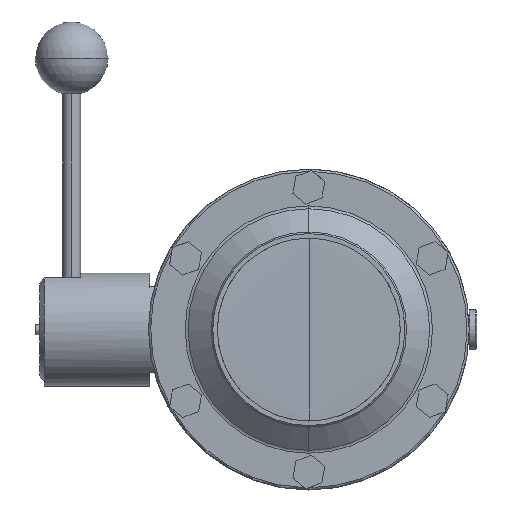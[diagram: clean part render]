
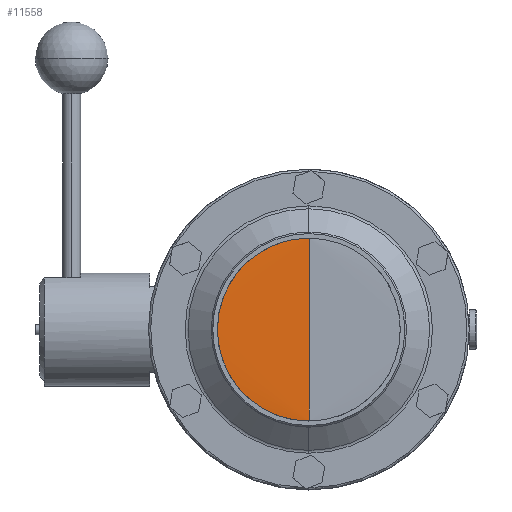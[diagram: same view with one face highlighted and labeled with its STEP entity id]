
A CAD part, left-side view. The second image highlights one B-rep face of the part: STEP entity #11558.
In plain terms, the highlighted cylindrical face has radius 632.803 mm (diameter 1265.61 mm), a partial arc.
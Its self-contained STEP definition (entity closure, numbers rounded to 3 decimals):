
#208 = CARTESIAN_POINT ( 'NONE',  ( -1., -0.107, 40.488 ) ) ;
#244 = CARTESIAN_POINT ( 'NONE',  ( -2.08, 36.846, -16.736 ) ) ;
#250 = EDGE_CURVE ( 'NONE', #8649, #5007, #1658, .T. ) ;
#272 = CARTESIAN_POINT ( 'NONE',  ( -1.121, 12.294, 38.579 ) ) ;
#376 = ORIENTED_EDGE ( 'NONE', *, *, #8837, .F. ) ;
#443 = CARTESIAN_POINT ( 'NONE',  ( -1.735, 30.405, -26.73 ) ) ;
#466 = CARTESIAN_POINT ( 'NONE',  ( -1.134, 12.93, 38.369 ) ) ;
#1016 = CARTESIAN_POINT ( 'NONE',  ( -2.14, 37.858, 14.288 ) ) ;
#1247 = CARTESIAN_POINT ( 'NONE',  ( -1.022, 5.199, -40.157 ) ) ;
#1309 = CARTESIAN_POINT ( 'NONE',  ( -2.3, 40.435, -1.322 ) ) ;
#1447 = CARTESIAN_POINT ( 'NONE',  ( -2.17, 38.37, -13.052 ) ) ;
#1658 = B_SPLINE_CURVE_WITH_KNOTS ( 'NONE', 3,
 ( #6443, #8380, #11489, #7570, #1247, #2502, #12429, #6379, #3504, #2363, #10480, #4456, #2431, #6504, #10415, #6317, #9339, #11617, #443, #12561, #9407, #2237, #10615, #8511, #244, #1447, #4259, #5513, #4326, #12491, #6572, #4523, #1309, #5383 ),
 .UNSPECIFIED., .F., .F.,
 ( 4, 2, 2, 2, 2, 2, 2, 2, 2, 2, 2, 2, 2, 2, 2, 2, 4 ),
 ( 0.063, 0.067, 0.069, 0.071, 0.079, 0.081, 0.083, 0.087, 0.095, 0.099, 0.103, 0.107, 0.111, 0.119, 0.121, 0.123, 0.127 ),
 .UNSPECIFIED. ) ;
#1839 = B_SPLINE_CURVE_WITH_KNOTS ( 'NONE', 3,
 ( #11317, #2200, #9367, #8071, #2006, #3067, #4089, #4220, #1016, #8279, #3206, #5086, #8137, #11382, #7144, #8002, #12117, #11253, #12191, #2936, #2070, #6145, #7340, #3397, #5471, #9631, #10445, #466, #272, #8401, #4351, #5410, #10506, #208 ),
 .UNSPECIFIED., .F., .F.,
 ( 4, 2, 2, 2, 2, 2, 2, 2, 2, 2, 2, 2, 2, 2, 2, 2, 4 ),
 ( 0.127, 0.134, 0.136, 0.138, 0.142, 0.146, 0.148, 0.15, 0.158, 0.162, 0.164, 0.166, 0.174, 0.176, 0.178, 0.182, 0.19 ),
 .UNSPECIFIED. ) ;
#2006 = CARTESIAN_POINT ( 'NONE',  ( -2.233, 39.384, 9.2 ) ) ;
#2070 = CARTESIAN_POINT ( 'NONE',  ( -1.482, 24.582, 32.16 ) ) ;
#2078 = CARTESIAN_POINT ( 'NONE',  ( -1., -0.107, 40.488 ) ) ;
#2200 = CARTESIAN_POINT ( 'NONE',  ( -2.3, 40.435, 2.646 ) ) ;
#2237 = CARTESIAN_POINT ( 'NONE',  ( -1.938, 34.337, -21.43 ) ) ;
#2363 = CARTESIAN_POINT ( 'NONE',  ( -1.205, 16.018, -37.184 ) ) ;
#2431 = CARTESIAN_POINT ( 'NONE',  ( -1.271, 18.434, -36.045 ) ) ;
#2502 = CARTESIAN_POINT ( 'NONE',  ( -1.034, 6.518, -39.964 ) ) ;
#2647 = AXIS2_PLACEMENT_3D ( 'NONE', #12649, #9630, #10645 ) ;
#2936 = CARTESIAN_POINT ( 'NONE',  ( -1.502, 25.111, 31.747 ) ) ;
#3056 = CARTESIAN_POINT ( 'NONE',  ( -2.3, 40.435, 0. ) ) ;
#3067 = CARTESIAN_POINT ( 'NONE',  ( -2.213, 39.059, 10.496 ) ) ;
#3206 = CARTESIAN_POINT ( 'NONE',  ( -2.047, 36.285, 17.924 ) ) ;
#3397 = CARTESIAN_POINT ( 'NONE',  ( -1.322, 20.209, 35.173 ) ) ;
#3504 = CARTESIAN_POINT ( 'NONE',  ( -1.13, 12.951, -38.449 ) ) ;
#3736 = VECTOR ( 'NONE', #10123, 1000. ) ;
#4089 = CARTESIAN_POINT ( 'NONE',  ( -2.202, 38.882, 11.138 ) ) ;
#4220 = CARTESIAN_POINT ( 'NONE',  ( -2.167, 38.304, 13.043 ) ) ;
#4259 = CARTESIAN_POINT ( 'NONE',  ( -2.218, 39.135, -10.526 ) ) ;
#4326 = CARTESIAN_POINT ( 'NONE',  ( -2.266, 39.896, -6.625 ) ) ;
#4351 = CARTESIAN_POINT ( 'NONE',  ( -1.066, 9.094, 39.474 ) ) ;
#4456 = CARTESIAN_POINT ( 'NONE',  ( -1.254, 17.836, -36.346 ) ) ;
#4503 = CARTESIAN_POINT ( 'NONE',  ( -1., -0.107, -40.488 ) ) ;
#4523 = CARTESIAN_POINT ( 'NONE',  ( -2.296, 40.37, -2.649 ) ) ;
#4913 = ORIENTED_EDGE ( 'NONE', *, *, #250, .F. ) ;
#5007 = VERTEX_POINT ( 'NONE', #3056 ) ;
#5086 = CARTESIAN_POINT ( 'NONE',  ( -1.994, 35.348, 19.678 ) ) ;
#5383 = CARTESIAN_POINT ( 'NONE',  ( -2.3, 40.435, 0. ) ) ;
#5410 = CARTESIAN_POINT ( 'NONE',  ( -1.017, 5.204, 40.238 ) ) ;
#5471 = CARTESIAN_POINT ( 'NONE',  ( -1.251, 17.879, 36.415 ) ) ;
#5513 = CARTESIAN_POINT ( 'NONE',  ( -2.258, 39.782, -7.279 ) ) ;
#6033 = CARTESIAN_POINT ( 'NONE',  ( -1., -0.107, -50. ) ) ;
#6145 = CARTESIAN_POINT ( 'NONE',  ( -1.441, 23.51, 32.953 ) ) ;
#6317 = CARTESIAN_POINT ( 'NONE',  ( -1.48, 24.626, -32.227 ) ) ;
#6379 = CARTESIAN_POINT ( 'NONE',  ( -1.082, 10.423, -39.211 ) ) ;
#6443 = CARTESIAN_POINT ( 'NONE',  ( -1., -0.107, -40.488 ) ) ;
#6504 = CARTESIAN_POINT ( 'NONE',  ( -1.325, 20.196, -35.105 ) ) ;
#6572 = CARTESIAN_POINT ( 'NONE',  ( -2.283, 40.174, -4.645 ) ) ;
#7144 = CARTESIAN_POINT ( 'NONE',  ( -1.918, 33.977, 21.968 ) ) ;
#7340 = CARTESIAN_POINT ( 'NONE',  ( -1.421, 22.967, 33.335 ) ) ;
#7570 = CARTESIAN_POINT ( 'NONE',  ( -1.017, 4.533, -40.238 ) ) ;
#8002 = CARTESIAN_POINT ( 'NONE',  ( -1.82, 32.124, 24.741 ) ) ;
#8071 = CARTESIAN_POINT ( 'NONE',  ( -2.243, 39.53, 8.545 ) ) ;
#8137 = CARTESIAN_POINT ( 'NONE',  ( -1.976, 35.021, 20.257 ) ) ;
#8279 = CARTESIAN_POINT ( 'NONE',  ( -2.08, 36.849, 16.728 ) ) ;
#8380 = CARTESIAN_POINT ( 'NONE',  ( -1., 1.215, -40.491 ) ) ;
#8401 = CARTESIAN_POINT ( 'NONE',  ( -1.086, 10.38, 39.155 ) ) ;
#8511 = CARTESIAN_POINT ( 'NONE',  ( -2.046, 36.271, -17.951 ) ) ;
#8528 = EDGE_LOOP ( 'NONE', ( #4913, #13071, #376 ) ) ;
#8536 = FACE_OUTER_BOUND ( 'NONE', #8528, .T. ) ;
#8649 = VERTEX_POINT ( 'NONE', #4503 ) ;
#8837 = EDGE_CURVE ( 'NONE', #5007, #12897, #1839, .T. ) ;
#9339 = CARTESIAN_POINT ( 'NONE',  ( -1.564, 26.673, -30.553 ) ) ;
#9367 = CARTESIAN_POINT ( 'NONE',  ( -2.283, 40.178, 5.277 ) ) ;
#9407 = CARTESIAN_POINT ( 'NONE',  ( -1.859, 32.87, -23.624 ) ) ;
#9630 = DIRECTION ( 'NONE',  ( 0., 0., 1. ) ) ;
#9631 = CARTESIAN_POINT ( 'NONE',  ( -1.176, 14.811, 37.682 ) ) ;
#10123 = DIRECTION ( 'NONE',  ( 0., 0., 1. ) ) ;
#10195 = LINE ( 'NONE', #6033, #3736 ) ;
#10415 = CARTESIAN_POINT ( 'NONE',  ( -1.362, 21.332, -34.425 ) ) ;
#10445 = CARTESIAN_POINT ( 'NONE',  ( -1.161, 14.19, 37.921 ) ) ;
#10480 = CARTESIAN_POINT ( 'NONE',  ( -1.221, 16.627, -36.915 ) ) ;
#10506 = CARTESIAN_POINT ( 'NONE',  ( -1., 2.57, 40.495 ) ) ;
#10569 = CYLINDRICAL_SURFACE ( 'NONE', #2647, 632.803 ) ;
#10615 = CARTESIAN_POINT ( 'NONE',  ( -1.975, 35.017, -20.295 ) ) ;
#10645 = DIRECTION ( 'NONE',  ( 1., 0., 0. ) ) ;
#11253 = CARTESIAN_POINT ( 'NONE',  ( -1.608, 27.641, 29.587 ) ) ;
#11317 = CARTESIAN_POINT ( 'NONE',  ( -2.3, 40.435, 0. ) ) ;
#11382 = CARTESIAN_POINT ( 'NONE',  ( -1.938, 34.336, 21.401 ) ) ;
#11489 = CARTESIAN_POINT ( 'NONE',  ( -1.004, 2.54, -40.43 ) ) ;
#11558 = ADVANCED_FACE ( 'NONE', ( #8536 ), #10569, .F. ) ;
#11617 = CARTESIAN_POINT ( 'NONE',  ( -1.693, 29.511, -27.717 ) ) ;
#12088 = EDGE_CURVE ( 'NONE', #8649, #12897, #10195, .T. ) ;
#12117 = CARTESIAN_POINT ( 'NONE',  ( -1.735, 30.445, 26.783 ) ) ;
#12191 = CARTESIAN_POINT ( 'NONE',  ( -1.565, 26.659, 30.478 ) ) ;
#12429 = CARTESIAN_POINT ( 'NONE',  ( -1.042, 7.172, -39.852 ) ) ;
#12491 = CARTESIAN_POINT ( 'NONE',  ( -2.278, 40.091, -5.309 ) ) ;
#12561 = CARTESIAN_POINT ( 'NONE',  ( -1.819, 32.084, -24.685 ) ) ;
#12649 = CARTESIAN_POINT ( 'NONE',  ( -633.803, -0.107, -50. ) ) ;
#12897 = VERTEX_POINT ( 'NONE', #2078 ) ;
#13071 = ORIENTED_EDGE ( 'NONE', *, *, #12088, .T. ) ;
